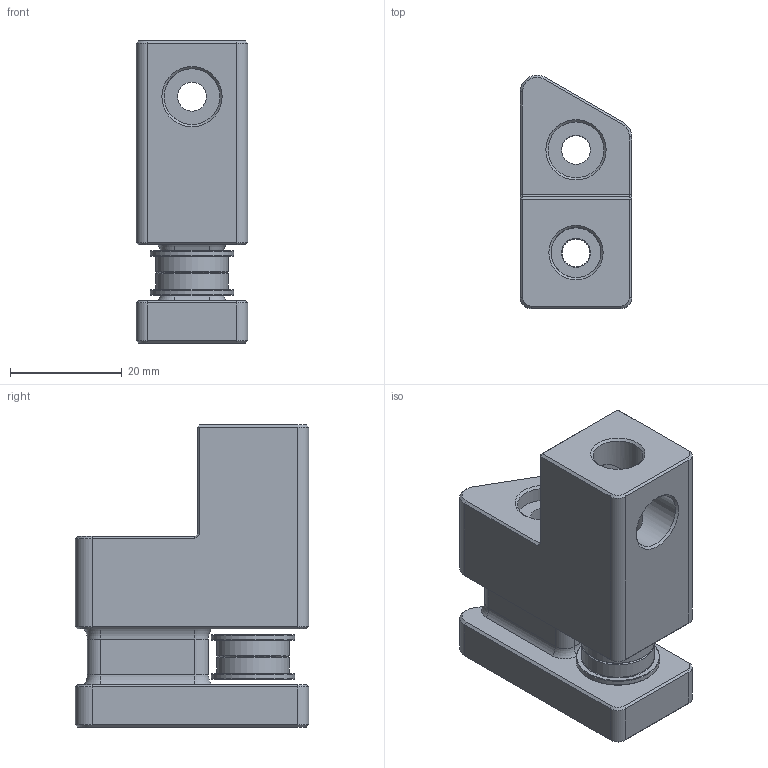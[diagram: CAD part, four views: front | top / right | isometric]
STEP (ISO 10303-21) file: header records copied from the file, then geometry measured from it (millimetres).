
FILE_DESCRIPTION(/* description */ (''),/* implementation_level */ '2;1');
FILE_NAME(/* name */ 'ass_front_idler_left_V4.step',/* time_stamp */ '2021-04-26T09:18:17-07:00',/* author */ (''),/* organization */ (''),/* preprocessor_version */ 'ST-DEVELOPER v18.1',/* originating_system */ 'Autodesk Translation Framework v10.6.0.1341',/* authorisation */ '');
FILE_SCHEMA (('AUTOMOTIVE_DESIGN { 1 0 10303 214 3 1 1 }'));
Length unit declared in the file: millimetre
Products named in the file (4): ass_front_idler_left_V4 <1>; front_idler_left_top_V4; front_idler_left_bottom_V4; F695-2RS
Assembly tree (4 placements, depth 2):
  ass_front_idler_left_V4 <1>
    front_idler_left_top_V4
    F695-2RS  x2
    front_idler_left_bottom_V4
Bounding box: 20 x 41.85 x 54.2 mm (x, y, z)
Volume: 25838.6 mm3; surface area: 10453.2 mm2
Topology: 4 solids, 4 shells, 160 faces, 352 edges, 211 vertices
Faces by surface type: plane 63, cone 46, cylinder 41, torus 10
Full cylindrical faces by diameter (mm): 5 x2, 5.2 x5, 6.5 x4, 8.95 x2, 10 x2, 11.5 x4, 13 x2, 15 x2
Entity records: 3995 total; most frequent: CARTESIAN_POINT 753, DIRECTION 700, ORIENTED_EDGE 610, EDGE_CURVE 305, AXIS2_PLACEMENT_3D 266, VERTEX_POINT 181, LINE 168, VECTOR 168
